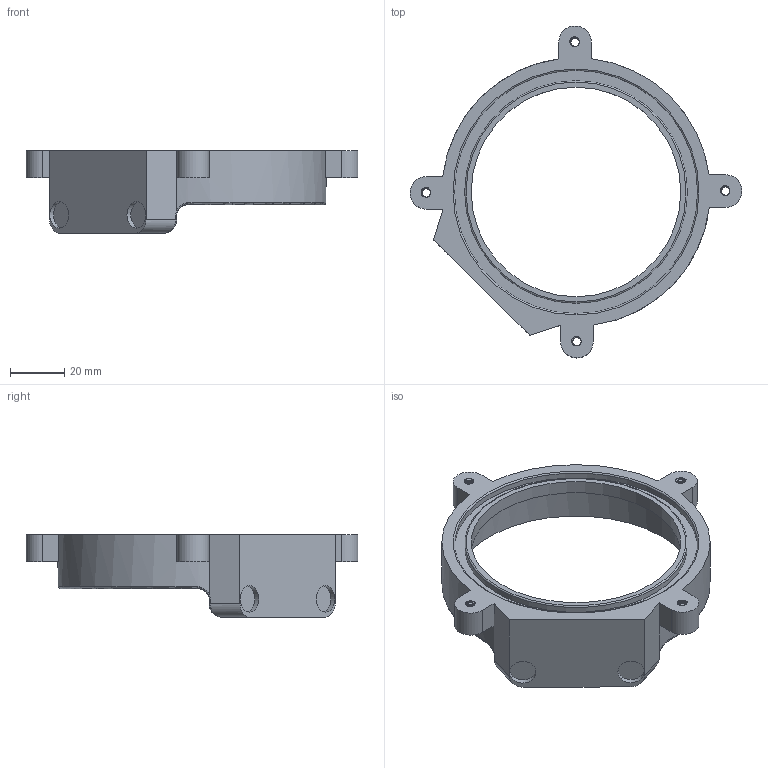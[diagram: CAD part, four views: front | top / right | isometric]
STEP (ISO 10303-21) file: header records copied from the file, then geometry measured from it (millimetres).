
FILE_DESCRIPTION(/* description */ ('STEP AP242','CAx-IF Rec.Pracs.---Representation and Presentation of Product Manufacturing Information (PMI)---4.0---2014-10-13','CAx-IF Rec.Pracs.---3D Tessellated Geometry---0.4---2014-09-14','2;1'),/* implementation_level */ '2;1');
FILE_NAME(/* name */ '62d9a8c56d5bdf60986cd4ef',/* time_stamp */ '2022-07-21T19:28:05+00:00',/* author */ (''),/* organization */ (''),/* preprocessor_version */ 'ST-DEVELOPER v18.102',/* originating_system */ ' ',/* authorisation */ ' ');
FILE_SCHEMA (('AP242_MANAGED_MODEL_BASED_3D_ENGINEERING_MIM_LF { 1 0 10303 442 1 1 4 }'));
Length unit declared in the file: metre
Products named in the file (1): 3inch_endcap
Bounding box: 122.48 x 122.48 x 30.5 mm (x, y, z)
Volume: 43905.8 mm3; surface area: 23304.2 mm2
Topology: 1 solids, 1 shells, 71 faces, 183 edges, 114 vertices
Faces by surface type: plane 25, cylinder 23, bspline 20, torus 3
Full cylindrical faces by diameter (mm): 9.75 x2, 77.3 x1, 82.144 x1, 89.744 x1, 90 x1
Entity records: 10345 total; most frequent: CARTESIAN_POINT 8806, ORIENTED_EDGE 340, DIRECTION 266, EDGE_CURVE 170, VERTEX_POINT 113, AXIS2_PLACEMENT_3D 104, EDGE_LOOP 93, FACE_BOUND 93
